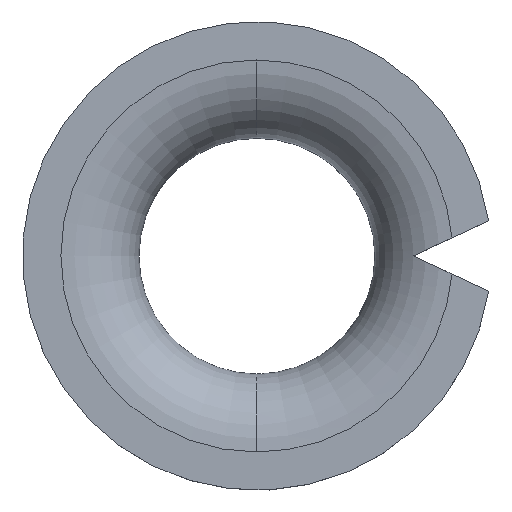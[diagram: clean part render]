
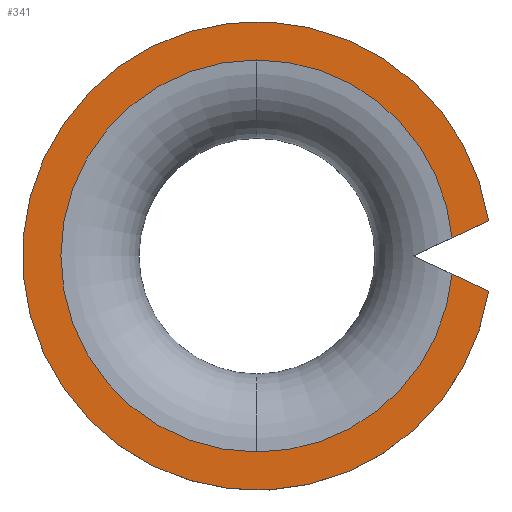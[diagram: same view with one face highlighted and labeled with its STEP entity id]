
A CAD part, top view. The second image highlights one B-rep face of the part: STEP entity #341.
In plain terms, the highlighted planar face has unit normal (0, 0, 1).
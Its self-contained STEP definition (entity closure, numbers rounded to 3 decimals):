
#41=DIRECTION('',(0.906,-0.423,0.));
#42=VECTOR('',#41,1.03);
#43=CARTESIAN_POINT('',(4.998,-0.466,0.));
#44=LINE('',#43,#42);
#45=DIRECTION('',(-0.906,-0.423,0.));
#46=VECTOR('',#45,1.03);
#47=CARTESIAN_POINT('',(5.932,0.901,0.));
#48=LINE('',#47,#46);
#49=CARTESIAN_POINT('',(0.,0.,0.));
#50=DIRECTION('',(0.,0.,1.));
#51=DIRECTION('',(0.996,0.093,0.));
#52=AXIS2_PLACEMENT_3D('',#49,#50,#51);
#54=CARTESIAN_POINT('',(0.,0.,0.));
#55=DIRECTION('',(0.,0.,-1.));
#56=DIRECTION('',(0.,-1.,0.));
#57=AXIS2_PLACEMENT_3D('',#54,#55,#56);
#59=CARTESIAN_POINT('',(0.,0.,0.));
#60=DIRECTION('',(0.,0.,1.));
#61=DIRECTION('',(0.,-1.,0.));
#62=AXIS2_PLACEMENT_3D('',#59,#60,#61);
#73=CARTESIAN_POINT('',(0.,0.,0.));
#74=DIRECTION('',(0.,0.,1.));
#75=DIRECTION('',(0.989,0.15,0.));
#76=AXIS2_PLACEMENT_3D('',#73,#74,#75);
#247=CARTESIAN_POINT('',(0.,-5.02,0.));
#248=VERTEX_POINT('',#247);
#249=CARTESIAN_POINT('',(0.,5.02,0.));
#250=VERTEX_POINT('',#249);
#253=CARTESIAN_POINT('',(4.998,-0.466,0.));
#254=CARTESIAN_POINT('',(5.932,-0.901,0.));
#255=VERTEX_POINT('',#253);
#256=VERTEX_POINT('',#254);
#257=CARTESIAN_POINT('',(5.932,0.901,0.));
#258=CARTESIAN_POINT('',(4.998,0.466,0.));
#259=VERTEX_POINT('',#257);
#260=VERTEX_POINT('',#258);
#326=CARTESIAN_POINT('',(0.,0.,0.));
#327=DIRECTION('',(0.,0.,-1.));
#328=DIRECTION('',(0.,-1.,0.));
#329=AXIS2_PLACEMENT_3D('',#326,#327,#328);
#330=PLANE('',#329);
#331=ORIENTED_EDGE('',*,*,#312,.T.);
#333=ORIENTED_EDGE('',*,*,#332,.F.);
#335=ORIENTED_EDGE('',*,*,#334,.T.);
#336=ORIENTED_EDGE('',*,*,#300,.T.);
#337=ORIENTED_EDGE('',*,*,#278,.F.);
#338=ORIENTED_EDGE('',*,*,#294,.T.);
#339=EDGE_LOOP('',(#331,#333,#335,#336,#337,#338));
#340=FACE_OUTER_BOUND('',#339,.F.);
#341=ADVANCED_FACE('',(#340),#330,.F.);
#53=CIRCLE('',#52,5.02);
#58=CIRCLE('',#57,5.02);
#63=CIRCLE('',#62,5.02);
#77=CIRCLE('',#76,6.);
#278=EDGE_CURVE('',#248,#250,#58,.T.);
#294=EDGE_CURVE('',#248,#255,#63,.T.);
#300=EDGE_CURVE('',#260,#250,#53,.T.);
#312=EDGE_CURVE('',#255,#256,#44,.T.);
#332=EDGE_CURVE('',#259,#256,#77,.T.);
#334=EDGE_CURVE('',#259,#260,#48,.T.);
